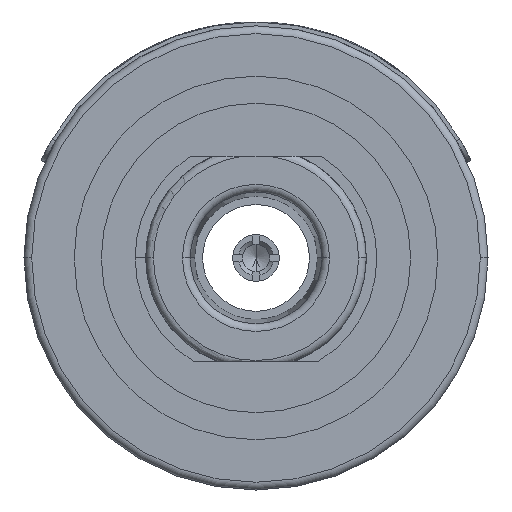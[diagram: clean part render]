
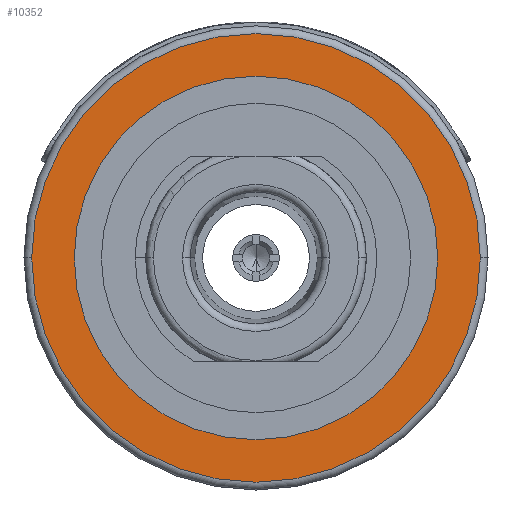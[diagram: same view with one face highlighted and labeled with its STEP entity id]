
A CAD part, left-side view. The second image highlights one B-rep face of the part: STEP entity #10352.
In plain terms, the highlighted planar face has unit normal (-1, 0, 0).
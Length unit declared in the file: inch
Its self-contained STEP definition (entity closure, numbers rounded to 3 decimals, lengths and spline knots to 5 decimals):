
#206 = DIRECTION ( 'NONE',  ( 0., -1., 0. ) ) ;
#918 = ORIENTED_EDGE ( 'NONE', *, *, #1226, .T. ) ;
#1226 = EDGE_CURVE ( 'NONE', #3068, #3666, #2122, .T. ) ;
#1941 = CARTESIAN_POINT ( 'NONE',  ( -0.53521, 0., 0. ) ) ;
#2122 = CIRCLE ( 'NONE', #7739, 0.47 ) ;
#2590 = FACE_OUTER_BOUND ( 'NONE', #11063, .T. ) ;
#3068 = VERTEX_POINT ( 'NONE', #16542 ) ;
#3666 = VERTEX_POINT ( 'NONE', #32888 ) ;
#4118 = CIRCLE ( 'NONE', #9521, 0.47 ) ;
#4639 = DIRECTION ( 'NONE',  ( 0., -1., 0. ) ) ;
#4694 = VERTEX_POINT ( 'NONE', #10716 ) ;
#5983 = EDGE_CURVE ( 'NONE', #4694, #16295, #32995, .T. ) ;
#7390 = ORIENTED_EDGE ( 'NONE', *, *, #26250, .T. ) ;
#7739 = AXIS2_PLACEMENT_3D ( 'NONE', #24180, #8143, #26892 ) ;
#8143 = DIRECTION ( 'NONE',  ( 1., 0., 0. ) ) ;
#8544 = AXIS2_PLACEMENT_3D ( 'NONE', #32307, #16292, #206 ) ;
#8894 = FACE_BOUND ( 'NONE', #9516, .T. ) ;
#9516 = EDGE_LOOP ( 'NONE', ( #918, #7390 ) ) ;
#9521 = AXIS2_PLACEMENT_3D ( 'NONE', #31296, #15258, #33964 ) ;
#10038 = EDGE_CURVE ( 'NONE', #16295, #4694, #31135, .T. ) ;
#10352 = ADVANCED_FACE ( 'NONE', ( #2590, #8894 ), #14281, .T. ) ;
#10716 = CARTESIAN_POINT ( 'NONE',  ( -0.53521, 0.58, 0. ) ) ;
#10898 = ORIENTED_EDGE ( 'NONE', *, *, #10038, .T. ) ;
#11063 = EDGE_LOOP ( 'NONE', ( #10898, #30370 ) ) ;
#14281 = PLANE ( 'NONE',  #18116 ) ;
#14398 = DIRECTION ( 'NONE',  ( -1., 0., 0. ) ) ;
#15258 = DIRECTION ( 'NONE',  ( 1., 0., 0. ) ) ;
#16292 = DIRECTION ( 'NONE',  ( -1., 0., 0. ) ) ;
#16295 = VERTEX_POINT ( 'NONE', #18404 ) ;
#16542 = CARTESIAN_POINT ( 'NONE',  ( -0.53521, 0.47, 0. ) ) ;
#18116 = AXIS2_PLACEMENT_3D ( 'NONE', #25005, #14398, #33091 ) ;
#18404 = CARTESIAN_POINT ( 'NONE',  ( -0.53521, -0.58, 0. ) ) ;
#20729 = DIRECTION ( 'NONE',  ( -1., 0., 0. ) ) ;
#24180 = CARTESIAN_POINT ( 'NONE',  ( -0.53521, 0., 0. ) ) ;
#25005 = CARTESIAN_POINT ( 'NONE',  ( -0.53521, 0.47, 0. ) ) ;
#26250 = EDGE_CURVE ( 'NONE', #3666, #3068, #4118, .T. ) ;
#26892 = DIRECTION ( 'NONE',  ( 0., 1., 0. ) ) ;
#30370 = ORIENTED_EDGE ( 'NONE', *, *, #5983, .T. ) ;
#31135 = CIRCLE ( 'NONE', #33752, 0.58 ) ;
#31296 = CARTESIAN_POINT ( 'NONE',  ( -0.53521, 0., 0. ) ) ;
#32307 = CARTESIAN_POINT ( 'NONE',  ( -0.53521, 0., 0. ) ) ;
#32888 = CARTESIAN_POINT ( 'NONE',  ( -0.53521, -0.47, 0. ) ) ;
#32995 = CIRCLE ( 'NONE', #8544, 0.58 ) ;
#33091 = DIRECTION ( 'NONE',  ( 0., -1., 0. ) ) ;
#33752 = AXIS2_PLACEMENT_3D ( 'NONE', #1941, #20729, #4639 ) ;
#33964 = DIRECTION ( 'NONE',  ( 0., 1., 0. ) ) ;
